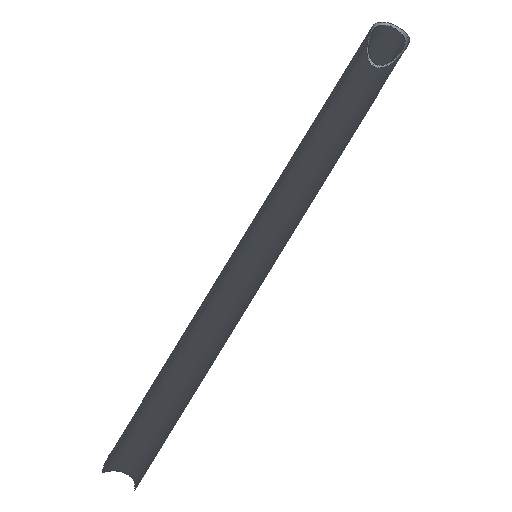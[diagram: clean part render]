
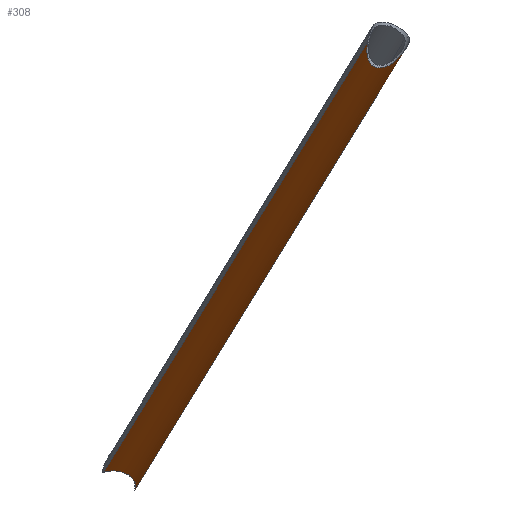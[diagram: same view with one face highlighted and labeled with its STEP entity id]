
A CAD part, left-side view. The second image highlights one B-rep face of the part: STEP entity #308.
In plain terms, the highlighted cylindrical face has radius 12.5 mm (diameter 25 mm), a partial arc.
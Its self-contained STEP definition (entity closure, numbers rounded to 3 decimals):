
#64=CARTESIAN_POINT('Vertex',(-1439.718,320.311,164.852)) ;
#68=CARTESIAN_POINT('Control Point',(-1439.718,320.311,164.852)) ;
#69=CARTESIAN_POINT('Control Point',(-1441.394,320.101,165.334)) ;
#70=CARTESIAN_POINT('Control Point',(-1443.083,319.949,165.803)) ;
#71=CARTESIAN_POINT('Control Point',(-1444.771,319.851,166.284)) ;
#72=CARTESIAN_POINT('Vertex',(-1444.771,319.851,166.284)) ;
#87=CARTESIAN_POINT('Control Point',(-1448.766,339.776,175.92)) ;
#88=CARTESIAN_POINT('Control Point',(-1450.068,339.295,176.072)) ;
#89=CARTESIAN_POINT('Control Point',(-1451.36,338.786,176.216)) ;
#90=CARTESIAN_POINT('Control Point',(-1452.64,338.246,176.346)) ;
#91=CARTESIAN_POINT('Control Point',(-1455.277,337.055,176.587)) ;
#92=CARTESIAN_POINT('Control Point',(-1457.839,335.698,176.747)) ;
#93=CARTESIAN_POINT('Control Point',(-1459.131,334.949,176.802)) ;
#94=CARTESIAN_POINT('Control Point',(-1461.37,333.51,176.842)) ;
#95=CARTESIAN_POINT('Control Point',(-1463.411,331.811,176.723)) ;
#96=CARTESIAN_POINT('Control Point',(-1464.24,331.02,176.634)) ;
#97=CARTESIAN_POINT('Control Point',(-1465.324,329.775,176.431)) ;
#98=CARTESIAN_POINT('Control Point',(-1466.056,328.356,176.058)) ;
#99=CARTESIAN_POINT('Control Point',(-1466.236,327.916,175.928)) ;
#100=CARTESIAN_POINT('Control Point',(-1466.472,327.072,175.649)) ;
#101=CARTESIAN_POINT('Control Point',(-1466.492,326.221,175.305)) ;
#102=CARTESIAN_POINT('Control Point',(-1466.448,325.831,175.133)) ;
#103=CARTESIAN_POINT('Control Point',(-1466.22,324.938,174.7)) ;
#104=CARTESIAN_POINT('Control Point',(-1465.741,324.158,174.242)) ;
#105=CARTESIAN_POINT('Control Point',(-1465.395,323.751,173.976)) ;
#106=CARTESIAN_POINT('Control Point',(-1464.197,322.626,173.168)) ;
#107=CARTESIAN_POINT('Control Point',(-1462.693,321.85,172.415)) ;
#108=CARTESIAN_POINT('Control Point',(-1461.637,321.431,171.937)) ;
#109=CARTESIAN_POINT('Control Point',(-1459.086,320.634,170.868)) ;
#110=CARTESIAN_POINT('Control Point',(-1456.413,320.173,169.898)) ;
#111=CARTESIAN_POINT('Control Point',(-1454.889,319.987,169.375)) ;
#112=CARTESIAN_POINT('Control Point',(-1451.951,319.749,168.411)) ;
#113=CARTESIAN_POINT('Control Point',(-1448.985,319.704,167.508)) ;
#114=CARTESIAN_POINT('Control Point',(-1447.582,319.72,167.092)) ;
#115=CARTESIAN_POINT('Control Point',(-1446.176,319.769,166.685)) ;
#116=CARTESIAN_POINT('Control Point',(-1444.771,319.851,166.284)) ;
#117=CARTESIAN_POINT('Vertex',(-1448.766,339.776,175.92)) ;
#200=CARTESIAN_POINT('Axis2P3D Location',(-1665.592,246.338,309.)) ;
#206=CARTESIAN_POINT('Control Point',(-1433.501,318.765,171.948)) ;
#207=CARTESIAN_POINT('Control Point',(-1433.654,318.708,171.499)) ;
#208=CARTESIAN_POINT('Control Point',(-1433.843,318.662,171.061)) ;
#209=CARTESIAN_POINT('Control Point',(-1434.064,318.629,170.637)) ;
#210=CARTESIAN_POINT('Control Point',(-1434.606,318.588,169.738)) ;
#211=CARTESIAN_POINT('Control Point',(-1435.249,318.623,168.908)) ;
#212=CARTESIAN_POINT('Control Point',(-1435.62,318.667,168.475)) ;
#213=CARTESIAN_POINT('Control Point',(-1436.632,318.85,167.388)) ;
#214=CARTESIAN_POINT('Control Point',(-1437.714,319.211,166.415)) ;
#215=CARTESIAN_POINT('Control Point',(-1438.391,319.507,165.854)) ;
#216=CARTESIAN_POINT('Control Point',(-1439.063,319.874,165.332)) ;
#217=CARTESIAN_POINT('Control Point',(-1439.718,320.311,164.852)) ;
#218=CARTESIAN_POINT('Vertex',(-1433.501,318.765,171.948)) ;
#221=CARTESIAN_POINT('Line Origine',(-1661.26,234.613,309.)) ;
#225=CARTESIAN_POINT('Vertex',(-1893.632,148.757,448.828)) ;
#229=CARTESIAN_POINT('Control Point',(-1897.068,147.866,447.423)) ;
#230=CARTESIAN_POINT('Control Point',(-1896.323,148.024,447.52)) ;
#231=CARTESIAN_POINT('Control Point',(-1895.597,148.16,447.801)) ;
#232=CARTESIAN_POINT('Control Point',(-1894.922,148.327,448.107)) ;
#233=CARTESIAN_POINT('Control Point',(-1894.262,148.524,448.456)) ;
#234=CARTESIAN_POINT('Control Point',(-1893.632,148.757,448.828)) ;
#235=CARTESIAN_POINT('Vertex',(-1897.068,147.866,447.423)) ;
#238=CARTESIAN_POINT('Axis2P3D Location',(-1899.912,159.763,450.)) ;
#242=CARTESIAN_POINT('Vertex',(-1900.059,149.221,443.284)) ;
#246=CARTESIAN_POINT('Control Point',(-1900.059,149.221,443.284)) ;
#247=CARTESIAN_POINT('Control Point',(-1899.843,149.246,443.24)) ;
#248=CARTESIAN_POINT('Control Point',(-1899.633,149.285,443.176)) ;
#249=CARTESIAN_POINT('Control Point',(-1899.434,149.337,443.091)) ;
#250=CARTESIAN_POINT('Control Point',(-1898.984,149.487,442.846)) ;
#251=CARTESIAN_POINT('Control Point',(-1898.601,149.683,442.528)) ;
#252=CARTESIAN_POINT('Control Point',(-1898.394,149.807,442.327)) ;
#253=CARTESIAN_POINT('Control Point',(-1898.062,150.029,441.971)) ;
#254=CARTESIAN_POINT('Control Point',(-1897.76,150.266,441.599)) ;
#255=CARTESIAN_POINT('Control Point',(-1897.636,150.368,441.44)) ;
#256=CARTESIAN_POINT('Control Point',(-1897.104,150.828,440.732)) ;
#257=CARTESIAN_POINT('Control Point',(-1896.625,151.321,440.006)) ;
#258=CARTESIAN_POINT('Control Point',(-1896.267,151.718,439.447)) ;
#259=CARTESIAN_POINT('Control Point',(-1895.162,153.031,437.678)) ;
#260=CARTESIAN_POINT('Control Point',(-1894.146,154.496,435.972)) ;
#261=CARTESIAN_POINT('Control Point',(-1893.472,155.573,434.852)) ;
#262=CARTESIAN_POINT('Control Point',(-1892.319,157.635,432.957)) ;
#263=CARTESIAN_POINT('Control Point',(-1891.288,159.98,431.347)) ;
#264=CARTESIAN_POINT('Control Point',(-1890.864,161.069,430.709)) ;
#265=CARTESIAN_POINT('Control Point',(-1890.239,162.947,429.822)) ;
#266=CARTESIAN_POINT('Control Point',(-1889.779,164.993,429.315)) ;
#267=CARTESIAN_POINT('Control Point',(-1889.633,165.802,429.189)) ;
#268=CARTESIAN_POINT('Control Point',(-1889.441,167.321,429.122)) ;
#269=CARTESIAN_POINT('Control Point',(-1889.421,168.821,429.414)) ;
#270=CARTESIAN_POINT('Control Point',(-1889.455,169.491,429.633)) ;
#271=CARTESIAN_POINT('Control Point',(-1889.532,170.119,429.936)) ;
#272=CARTESIAN_POINT('Control Point',(-1889.647,170.695,430.307)) ;
#273=CARTESIAN_POINT('Vertex',(-1889.647,170.695,430.307)) ;
#277=CARTESIAN_POINT('Control Point',(-1896.122,174.489,445.112)) ;
#278=CARTESIAN_POINT('Control Point',(-1895.702,174.644,444.21)) ;
#279=CARTESIAN_POINT('Control Point',(-1895.279,174.766,443.303)) ;
#280=CARTESIAN_POINT('Control Point',(-1894.854,174.853,442.393)) ;
#281=CARTESIAN_POINT('Control Point',(-1893.857,174.964,440.246)) ;
#282=CARTESIAN_POINT('Control Point',(-1892.871,174.826,438.092)) ;
#283=CARTESIAN_POINT('Control Point',(-1892.315,174.65,436.861)) ;
#284=CARTESIAN_POINT('Control Point',(-1891.329,174.11,434.633)) ;
#285=CARTESIAN_POINT('Control Point',(-1890.468,173.031,432.562)) ;
#286=CARTESIAN_POINT('Control Point',(-1890.114,172.412,431.675)) ;
#287=CARTESIAN_POINT('Control Point',(-1889.832,171.62,430.903)) ;
#288=CARTESIAN_POINT('Control Point',(-1889.647,170.695,430.307)) ;
#289=CARTESIAN_POINT('Vertex',(-1896.122,174.489,445.112)) ;
#292=CARTESIAN_POINT('Line Origine',(-1669.925,258.063,309.)) ;
#201=DIRECTION('Axis2P3D Direction',(0.817,0.302,-0.492)) ;
#202=DIRECTION('Axis2P3D XDirection',(0.347,-0.938,0.)) ;
#222=DIRECTION('Vector Direction',(0.817,0.302,-0.492)) ;
#239=DIRECTION('Axis2P3D Direction',(0.817,0.302,-0.492)) ;
#293=DIRECTION('Vector Direction',(0.817,0.302,-0.492)) ;
#203=AXIS2_PLACEMENT_3D('Cylinder Axis2P3D',#200,#201,#202) ;
#240=AXIS2_PLACEMENT_3D('Circle Axis2P3D',#238,#239,$) ;
#298=ORIENTED_EDGE('',*,*,#220,.F.) ;
#299=ORIENTED_EDGE('',*,*,#227,.F.) ;
#300=ORIENTED_EDGE('',*,*,#237,.F.) ;
#301=ORIENTED_EDGE('',*,*,#244,.T.) ;
#302=ORIENTED_EDGE('',*,*,#275,.T.) ;
#303=ORIENTED_EDGE('',*,*,#291,.F.) ;
#304=ORIENTED_EDGE('',*,*,#296,.T.) ;
#305=ORIENTED_EDGE('',*,*,#119,.T.) ;
#306=ORIENTED_EDGE('',*,*,#74,.F.) ;
#223=VECTOR('Line Direction',#222,1.) ;
#294=VECTOR('Line Direction',#293,1.) ;
#308=ADVANCED_FACE('Corps principal',(#307),#204,.T.) ;
#67=B_SPLINE_CURVE_WITH_KNOTS('',3,(#68,#69,#70,#71),.UNSPECIFIED.,.F.,.U.,(4,4),(1.931,9.389),.UNSPECIFIED.) ;
#86=B_SPLINE_CURVE_WITH_KNOTS('',5,(#87,#88,#89,#90,#91,#92,#93,#94,#95,#96,#97,#98,#99,#100,#101,#102,#103,#104,#105,#106,#107,#108,#109,#110,#111,#112,#113,#114,#115,#116),.UNSPECIFIED.,.F.,.U.,(6,3,3,3,3,3,3,3,3,6),(0.,9.874,20.521,28.635,32.082,35.085,39.235,47.989,59.552,69.905),.UNSPECIFIED.) ;
#205=B_SPLINE_CURVE_WITH_KNOTS('',5,(#206,#207,#208,#209,#210,#211,#212,#213,#214,#215,#216,#217),.UNSPECIFIED.,.F.,.U.,(6,3,3,6),(0.,3.378,7.41,13.935),.UNSPECIFIED.) ;
#228=B_SPLINE_CURVE_WITH_KNOTS('',5,(#229,#230,#231,#232,#233,#234),.UNSPECIFIED.,.F.,.U.,(6,6),(0.,5.43),.UNSPECIFIED.) ;
#245=B_SPLINE_CURVE_WITH_KNOTS('',5,(#246,#247,#248,#249,#250,#251,#252,#253,#254,#255,#256,#257,#258,#259,#260,#261,#262,#263,#264,#265,#266,#267,#268,#269,#270,#271,#272),.UNSPECIFIED.,.F.,.U.,(6,3,3,3,3,3,3,3,6),(0.,1.568,3.758,5.349,10.816,22.775,32.17,37.982,42.899),.UNSPECIFIED.) ;
#276=B_SPLINE_CURVE_WITH_KNOTS('',5,(#277,#278,#279,#280,#281,#282,#283,#284,#285,#286,#287,#288),.UNSPECIFIED.,.F.,.U.,(6,3,3,6),(0.,7.126,16.743,24.63),.UNSPECIFIED.) ;
#241=CIRCLE('generated circle',#240,12.5) ;
#204=CYLINDRICAL_SURFACE('generated cylinder',#203,12.5) ;
#74=EDGE_CURVE('',#65,#73,#67,.T.) ;
#119=EDGE_CURVE('',#118,#73,#86,.T.) ;
#220=EDGE_CURVE('',#219,#65,#205,.T.) ;
#227=EDGE_CURVE('',#226,#219,#224,.T.) ;
#237=EDGE_CURVE('',#236,#226,#228,.T.) ;
#244=EDGE_CURVE('',#236,#243,#241,.T.) ;
#275=EDGE_CURVE('',#243,#274,#245,.T.) ;
#291=EDGE_CURVE('',#290,#274,#276,.T.) ;
#296=EDGE_CURVE('',#290,#118,#295,.T.) ;
#297=EDGE_LOOP('',(#298,#299,#300,#301,#302,#303,#304,#305,#306)) ;
#307=FACE_OUTER_BOUND('',#297,.T.) ;
#224=LINE('Line',#221,#223) ;
#295=LINE('Line',#292,#294) ;
#65=VERTEX_POINT('',#64) ;
#73=VERTEX_POINT('',#72) ;
#118=VERTEX_POINT('',#117) ;
#219=VERTEX_POINT('',#218) ;
#226=VERTEX_POINT('',#225) ;
#236=VERTEX_POINT('',#235) ;
#243=VERTEX_POINT('',#242) ;
#274=VERTEX_POINT('',#273) ;
#290=VERTEX_POINT('',#289) ;
